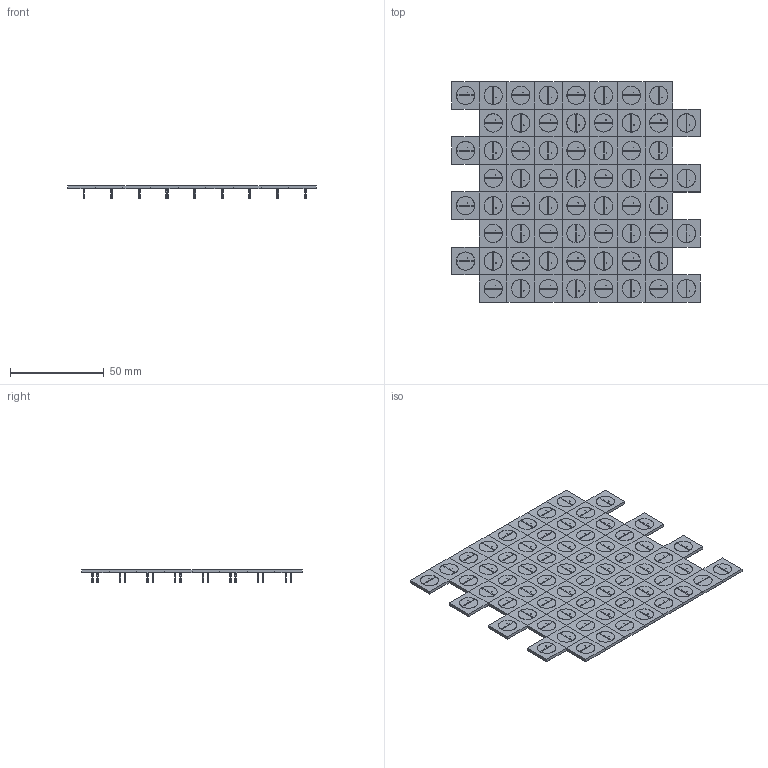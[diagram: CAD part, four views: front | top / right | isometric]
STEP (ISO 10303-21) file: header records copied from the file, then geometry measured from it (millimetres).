
FILE_DESCRIPTION(('STEP AP214'),'1');
FILE_NAME('array_tre_8_8.stp','2024-02-07T16:38:14',('RUV'),(' '),'Spatial InterOp 3D','CST ACIS InterOp Converter 2021',' ');
FILE_SCHEMA(('AUTOMOTIVE_DESIGN { 1 0 10303 214 1 1 1 1 }'));
Length unit declared in the file: millimetre
Products named in the file (1): cir/component1|solid1
Bounding box: 132.35 x 117.65 x 6.61 mm (x, y, z)
Volume: 22295.3 mm3; surface area: 72957.8 mm2
Topology: 384 solids, 448 shells, 2624 faces, 5632 edges, 3840 vertices
Faces by surface type: plane 1856, cylinder 640, bspline 128
Entity records: 78743 total; most frequent: CARTESIAN_POINT 14720, DIRECTION 13056, ORIENTED_EDGE 11008, EDGE_CURVE 5632, AXIS2_PLACEMENT_3D 4480, LINE 4096, VECTOR 4096, VERTEX_POINT 3840
